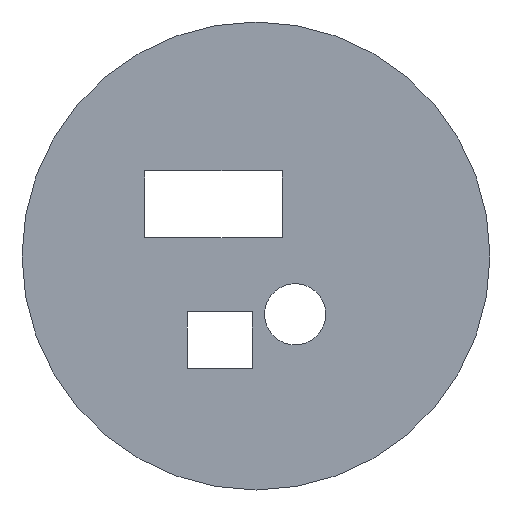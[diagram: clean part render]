
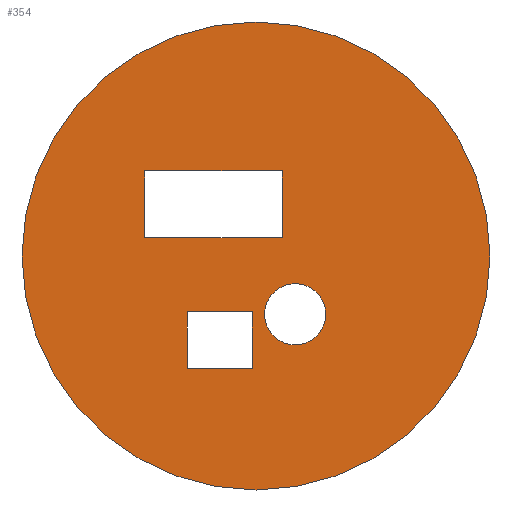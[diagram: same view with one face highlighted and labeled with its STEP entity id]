
A CAD part, front view. The second image highlights one B-rep face of the part: STEP entity #354.
In plain terms, the highlighted planar face has unit normal (0, -1, 0).
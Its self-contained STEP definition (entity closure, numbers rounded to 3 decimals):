
#18=FACE_BOUND('',#70,.T.);
#19=FACE_BOUND('',#71,.T.);
#20=FACE_BOUND('',#72,.T.);
#30=PLANE('',#402);
#48=FACE_OUTER_BOUND('',#69,.T.);
#69=EDGE_LOOP('',(#313,#314,#315,#316));
#70=EDGE_LOOP('',(#317,#318,#319,#320));
#71=EDGE_LOOP('',(#321,#322,#323,#324));
#72=EDGE_LOOP('',(#325,#326,#327,#328));
#77=LINE('',#533,#109);
#81=LINE('',#541,#113);
#84=LINE('',#547,#116);
#87=LINE('',#552,#119);
#89=LINE('',#557,#121);
#93=LINE('',#565,#125);
#96=LINE('',#571,#128);
#99=LINE('',#576,#131);
#109=VECTOR('',#435,10.);
#113=VECTOR('',#441,10.);
#116=VECTOR('',#446,10.);
#119=VECTOR('',#451,10.);
#121=VECTOR('',#455,10.);
#125=VECTOR('',#461,10.);
#128=VECTOR('',#466,10.);
#131=VECTOR('',#471,10.);
#137=CIRCLE('',#370,4.187);
#139=CIRCLE('',#373,4.187);
#141=CIRCLE('',#376,4.187);
#143=CIRCLE('',#379,4.187);
#145=CIRCLE('',#390,32.);
#147=CIRCLE('',#393,32.);
#149=CIRCLE('',#396,32.);
#151=CIRCLE('',#399,32.);
#153=VERTEX_POINT('',#507);
#154=VERTEX_POINT('',#508);
#157=VERTEX_POINT('',#516);
#159=VERTEX_POINT('',#522);
#161=VERTEX_POINT('',#531);
#162=VERTEX_POINT('',#532);
#165=VERTEX_POINT('',#540);
#167=VERTEX_POINT('',#546);
#169=VERTEX_POINT('',#555);
#170=VERTEX_POINT('',#556);
#173=VERTEX_POINT('',#564);
#175=VERTEX_POINT('',#570);
#177=VERTEX_POINT('',#579);
#178=VERTEX_POINT('',#580);
#181=VERTEX_POINT('',#588);
#183=VERTEX_POINT('',#594);
#185=EDGE_CURVE('',#153,#154,#137,.T.);
#189=EDGE_CURVE('',#157,#153,#139,.T.);
#192=EDGE_CURVE('',#159,#157,#141,.T.);
#195=EDGE_CURVE('',#154,#159,#143,.T.);
#197=EDGE_CURVE('',#161,#162,#77,.T.);
#201=EDGE_CURVE('',#165,#161,#81,.T.);
#204=EDGE_CURVE('',#167,#165,#84,.T.);
#207=EDGE_CURVE('',#162,#167,#87,.T.);
#209=EDGE_CURVE('',#169,#170,#89,.T.);
#213=EDGE_CURVE('',#173,#169,#93,.T.);
#216=EDGE_CURVE('',#175,#173,#96,.T.);
#219=EDGE_CURVE('',#170,#175,#99,.T.);
#221=EDGE_CURVE('',#177,#178,#145,.T.);
#225=EDGE_CURVE('',#178,#181,#147,.T.);
#228=EDGE_CURVE('',#181,#183,#149,.T.);
#231=EDGE_CURVE('',#183,#177,#151,.T.);
#313=ORIENTED_EDGE('',*,*,#231,.T.);
#314=ORIENTED_EDGE('',*,*,#221,.T.);
#315=ORIENTED_EDGE('',*,*,#225,.T.);
#316=ORIENTED_EDGE('',*,*,#228,.T.);
#317=ORIENTED_EDGE('',*,*,#219,.F.);
#318=ORIENTED_EDGE('',*,*,#209,.F.);
#319=ORIENTED_EDGE('',*,*,#213,.F.);
#320=ORIENTED_EDGE('',*,*,#216,.F.);
#321=ORIENTED_EDGE('',*,*,#207,.F.);
#322=ORIENTED_EDGE('',*,*,#197,.F.);
#323=ORIENTED_EDGE('',*,*,#201,.F.);
#324=ORIENTED_EDGE('',*,*,#204,.F.);
#325=ORIENTED_EDGE('',*,*,#195,.F.);
#326=ORIENTED_EDGE('',*,*,#185,.F.);
#327=ORIENTED_EDGE('',*,*,#189,.F.);
#328=ORIENTED_EDGE('',*,*,#192,.F.);
#354=ADVANCED_FACE('',(#48,#18,#19,#20),#30,.F.);
#370=AXIS2_PLACEMENT_3D('',#509,#407,#408);
#373=AXIS2_PLACEMENT_3D('',#517,#415,#416);
#376=AXIS2_PLACEMENT_3D('',#523,#422,#423);
#379=AXIS2_PLACEMENT_3D('',#528,#429,#430);
#390=AXIS2_PLACEMENT_3D('',#581,#475,#476);
#393=AXIS2_PLACEMENT_3D('',#589,#483,#484);
#396=AXIS2_PLACEMENT_3D('',#595,#490,#491);
#399=AXIS2_PLACEMENT_3D('',#600,#497,#498);
#402=AXIS2_PLACEMENT_3D('',#603,#503,#504);
#407=DIRECTION('center_axis',(0.,-1.,0.));
#408=DIRECTION('ref_axis',(1.,0.,0.));
#415=DIRECTION('center_axis',(0.,-1.,0.));
#416=DIRECTION('ref_axis',(0.,0.,-1.));
#422=DIRECTION('center_axis',(0.,-1.,0.));
#423=DIRECTION('ref_axis',(-1.,0.,0.));
#429=DIRECTION('center_axis',(0.,-1.,0.));
#430=DIRECTION('ref_axis',(0.,0.,1.));
#435=DIRECTION('',(0.,0.,1.));
#441=DIRECTION('',(1.,0.,0.));
#446=DIRECTION('',(0.,0.,-1.));
#451=DIRECTION('',(-1.,0.,0.));
#455=DIRECTION('',(0.,0.,1.));
#461=DIRECTION('',(1.,0.,0.));
#466=DIRECTION('',(0.,0.,-1.));
#471=DIRECTION('',(-1.,0.,0.));
#475=DIRECTION('center_axis',(0.,-1.,0.));
#476=DIRECTION('ref_axis',(0.,0.,-1.));
#483=DIRECTION('center_axis',(0.,-1.,0.));
#484=DIRECTION('ref_axis',(1.,0.,0.));
#490=DIRECTION('center_axis',(0.,-1.,0.));
#491=DIRECTION('ref_axis',(0.,0.,1.));
#497=DIRECTION('center_axis',(0.,-1.,0.));
#498=DIRECTION('ref_axis',(-1.,0.,0.));
#503=DIRECTION('center_axis',(0.,1.,0.));
#504=DIRECTION('ref_axis',(1.,0.,0.));
#507=CARTESIAN_POINT('',(-25.512,0.,-42.115));
#508=CARTESIAN_POINT('',(-29.699,0.,-37.928));
#509=CARTESIAN_POINT('Origin',(-29.699,0.,-42.115));
#516=CARTESIAN_POINT('',(-29.699,0.,-46.302));
#517=CARTESIAN_POINT('Origin',(-29.699,0.,-42.115));
#522=CARTESIAN_POINT('',(-33.886,0.,-42.115));
#523=CARTESIAN_POINT('Origin',(-29.699,0.,-42.115));
#528=CARTESIAN_POINT('Origin',(-29.699,0.,-42.115));
#531=CARTESIAN_POINT('',(-35.573,0.,-49.496));
#532=CARTESIAN_POINT('',(-35.573,0.,-41.784));
#533=CARTESIAN_POINT('',(-35.573,0.,-49.496));
#540=CARTESIAN_POINT('',(-44.49,0.,-49.496));
#541=CARTESIAN_POINT('',(-44.49,0.,-49.496));
#546=CARTESIAN_POINT('',(-44.49,0.,-41.784));
#547=CARTESIAN_POINT('',(-44.49,0.,-41.784));
#552=CARTESIAN_POINT('',(-35.573,0.,-41.784));
#555=CARTESIAN_POINT('',(-31.476,0.,-31.662));
#556=CARTESIAN_POINT('',(-31.476,0.,-22.504));
#557=CARTESIAN_POINT('',(-31.476,0.,-31.662));
#564=CARTESIAN_POINT('',(-50.275,0.,-31.662));
#565=CARTESIAN_POINT('',(-50.275,0.,-31.662));
#570=CARTESIAN_POINT('',(-50.275,0.,-22.504));
#571=CARTESIAN_POINT('',(-50.275,0.,-22.504));
#576=CARTESIAN_POINT('',(-31.476,0.,-22.504));
#579=CARTESIAN_POINT('',(-35.059,0.,-66.141));
#580=CARTESIAN_POINT('',(-3.06,0.,-34.141));
#581=CARTESIAN_POINT('Origin',(-35.06,0.,-34.141));
#588=CARTESIAN_POINT('',(-35.059,0.,-2.141));
#589=CARTESIAN_POINT('Origin',(-35.06,0.,-34.141));
#594=CARTESIAN_POINT('',(-67.06,0.,-34.141));
#595=CARTESIAN_POINT('Origin',(-35.06,0.,-34.141));
#600=CARTESIAN_POINT('Origin',(-35.06,0.,-34.141));
#603=CARTESIAN_POINT('Origin',(-35.06,0.,-34.141));
